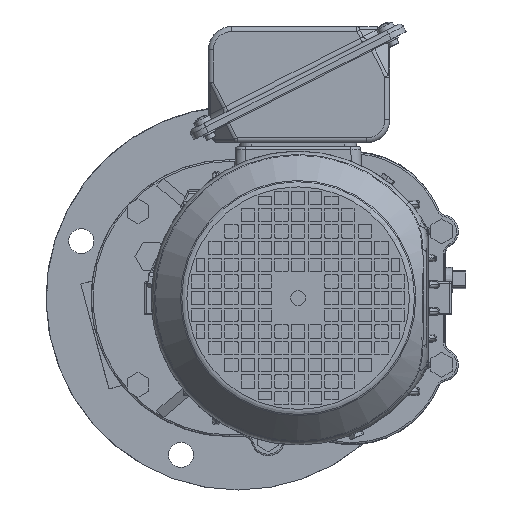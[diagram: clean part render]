
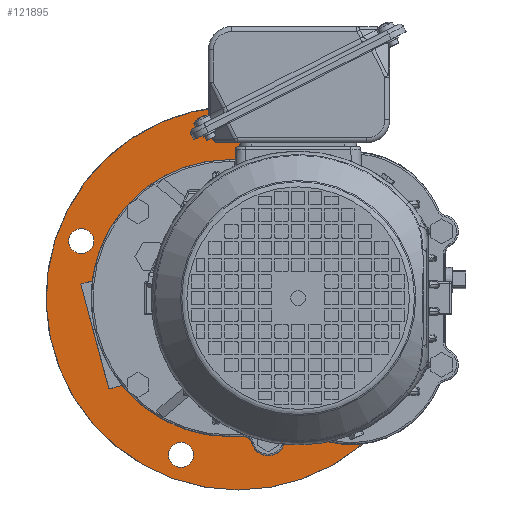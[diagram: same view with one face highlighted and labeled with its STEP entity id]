
A CAD part, left-side view. The second image highlights one B-rep face of the part: STEP entity #121895.
In plain terms, the highlighted planar face has unit normal (-1, 0, 0).
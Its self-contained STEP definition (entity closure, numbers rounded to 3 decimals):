
#1378 = DIRECTION ( 'NONE',  ( 0., 0.495, -0.869 ) ) ;
#2249 = ORIENTED_EDGE ( 'NONE', *, *, #3133, .T. ) ;
#3133 = EDGE_CURVE ( 'NONE', #149836, #48421, #20668, .T. ) ;
#3148 = ORIENTED_EDGE ( 'NONE', *, *, #13729, .T. ) ;
#3667 = DIRECTION ( 'NONE',  ( 0., 0.883, -0.469 ) ) ;
#3743 = EDGE_CURVE ( 'NONE', #26173, #108900, #103833, .T. ) ;
#3919 = EDGE_LOOP ( 'NONE', ( #109999, #19798, #21887, #66135, #3148, #8678, #80254, #97086, #2249 ) ) ;
#5814 = CARTESIAN_POINT ( 'NONE',  ( -17., -39.184, -82. ) ) ;
#5926 = LINE ( 'NONE', #148083, #106152 ) ;
#6481 = AXIS2_PLACEMENT_3D ( 'NONE', #50720, #122456, #144967 ) ;
#8665 = LINE ( 'NONE', #20295, #23152 ) ;
#8678 = ORIENTED_EDGE ( 'NONE', *, *, #128828, .T. ) ;
#11300 = CARTESIAN_POINT ( 'NONE',  ( -17., -80.909, -23.999 ) ) ;
#12000 = DIRECTION ( 'NONE',  ( 1., 0., 0. ) ) ;
#12022 = EDGE_CURVE ( 'NONE', #58234, #149836, #45944, .T. ) ;
#12605 = CARTESIAN_POINT ( 'NONE',  ( -17., -93.969, -41.702 ) ) ;
#12963 = DIRECTION ( 'NONE',  ( 1., 0., 0. ) ) ;
#13729 = EDGE_CURVE ( 'NONE', #18617, #67855, #5926, .T. ) ;
#13747 = FACE_BOUND ( 'NONE', #108103, .T. ) ;
#13849 = AXIS2_PLACEMENT_3D ( 'NONE', #120672, #14174, #61206 ) ;
#14174 = DIRECTION ( 'NONE',  ( -1., 0., 0. ) ) ;
#14515 = FACE_BOUND ( 'NONE', #54250, .T. ) ;
#15368 = ORIENTED_EDGE ( 'NONE', *, *, #66969, .F. ) ;
#15694 = CIRCLE ( 'NONE', #101863, 115. ) ;
#16608 = CARTESIAN_POINT ( 'NONE',  ( -17., -113.168, -6. ) ) ;
#18617 = VERTEX_POINT ( 'NONE', #16608 ) ;
#19798 = ORIENTED_EDGE ( 'NONE', *, *, #3743, .T. ) ;
#20295 = CARTESIAN_POINT ( 'NONE',  ( -17., 0., -6. ) ) ;
#20668 = LINE ( 'NONE', #54591, #76191 ) ;
#21887 = ORIENTED_EDGE ( 'NONE', *, *, #57253, .F. ) ;
#23152 = VECTOR ( 'NONE', #30386, 1000. ) ;
#24543 = CIRCLE ( 'NONE', #110644, 7.5 ) ;
#26173 = VERTEX_POINT ( 'NONE', #143355 ) ;
#29355 = DIRECTION ( 'NONE',  ( 0., 0., -1. ) ) ;
#30386 = DIRECTION ( 'NONE',  ( 0., -1., 0. ) ) ;
#30738 = EDGE_CURVE ( 'NONE', #116488, #116488, #24543, .T. ) ;
#32234 = CARTESIAN_POINT ( 'NONE',  ( -17., 34.202, -93.969 ) ) ;
#32373 = EDGE_CURVE ( 'NONE', #135772, #58234, #131114, .T. ) ;
#36626 = CARTESIAN_POINT ( 'NONE',  ( -17., -41.702, 93.969 ) ) ;
#36777 = DIRECTION ( 'NONE',  ( 0., 0., 1. ) ) ;
#39943 = AXIS2_PLACEMENT_3D ( 'NONE', #124227, #87804, #29355 ) ;
#41192 = CARTESIAN_POINT ( 'NONE',  ( -17., 0., 0. ) ) ;
#41793 = VECTOR ( 'NONE', #70540, 1000. ) ;
#45944 = CIRCLE ( 'NONE', #122352, 15. ) ;
#48309 = EDGE_CURVE ( 'NONE', #48421, #26173, #114608, .T. ) ;
#48421 = VERTEX_POINT ( 'NONE', #94996 ) ;
#49587 = EDGE_LOOP ( 'NONE', ( #88036 ) ) ;
#50431 = VERTEX_POINT ( 'NONE', #12605 ) ;
#50720 = CARTESIAN_POINT ( 'NONE',  ( -17., -85.254, -26.471 ) ) ;
#52296 = FACE_BOUND ( 'NONE', #49587, .T. ) ;
#53042 = DIRECTION ( 'NONE',  ( -1., 0., 0. ) ) ;
#53762 = DIRECTION ( 'NONE',  ( 0., 1., 0. ) ) ;
#54250 = EDGE_LOOP ( 'NONE', ( #144721 ) ) ;
#54273 = AXIS2_PLACEMENT_3D ( 'NONE', #103099, #53042, #88438 ) ;
#54591 = CARTESIAN_POINT ( 'NONE',  ( -17., 5., -82. ) ) ;
#55362 = DIRECTION ( 'NONE',  ( 0., 1., 0. ) ) ;
#55374 = DIRECTION ( 'NONE',  ( 0., -1., 0. ) ) ;
#55742 = DIRECTION ( 'NONE',  ( 0., 0., -1. ) ) ;
#57184 = EDGE_CURVE ( 'NONE', #18617, #143785, #8665, .T. ) ;
#57253 = EDGE_CURVE ( 'NONE', #143785, #108900, #15694, .T. ) ;
#58234 = VERTEX_POINT ( 'NONE', #95485 ) ;
#59435 = EDGE_CURVE ( 'NONE', #130749, #130749, #94120, .T. ) ;
#59533 = EDGE_LOOP ( 'NONE', ( #91004 ) ) ;
#61206 = DIRECTION ( 'NONE',  ( 0., 0., 1. ) ) ;
#63777 = FACE_BOUND ( 'NONE', #59533, .T. ) ;
#66135 = ORIENTED_EDGE ( 'NONE', *, *, #57184, .F. ) ;
#66969 = EDGE_CURVE ( 'NONE', #50431, #50431, #128748, .T. ) ;
#67855 = VERTEX_POINT ( 'NONE', #69562 ) ;
#67976 = CIRCLE ( 'NONE', #6481, 5. ) ;
#69562 = CARTESIAN_POINT ( 'NONE',  ( -17., -82.911, -22.055 ) ) ;
#70520 = CARTESIAN_POINT ( 'NONE',  ( -17., 5., 0. ) ) ;
#70540 = DIRECTION ( 'NONE',  ( 0., -1., 0. ) ) ;
#76191 = VECTOR ( 'NONE', #55362, 1000. ) ;
#76468 = DIRECTION ( 'NONE',  ( 1., 0., 0. ) ) ;
#79088 = DIRECTION ( 'NONE',  ( -1., 0., 0. ) ) ;
#80254 = ORIENTED_EDGE ( 'NONE', *, *, #32373, .T. ) ;
#86691 = VECTOR ( 'NONE', #1378, 1000. ) ;
#87804 = DIRECTION ( 'NONE',  ( -1., 0., 0. ) ) ;
#88036 = ORIENTED_EDGE ( 'NONE', *, *, #119885, .F. ) ;
#88438 = DIRECTION ( 'NONE',  ( 0., 0., 1. ) ) ;
#89261 = AXIS2_PLACEMENT_3D ( 'NONE', #113964, #89995, #55374 ) ;
#89995 = DIRECTION ( 'NONE',  ( -1., 0., 0. ) ) ;
#91004 = ORIENTED_EDGE ( 'NONE', *, *, #30738, .F. ) ;
#93737 = CARTESIAN_POINT ( 'NONE',  ( -17., -46.3, 82. ) ) ;
#94120 = CIRCLE ( 'NONE', #89261, 7.5 ) ;
#94683 = DIRECTION ( 'NONE',  ( 0., 0., 1. ) ) ;
#94996 = CARTESIAN_POINT ( 'NONE',  ( -17., 5., -82. ) ) ;
#95485 = CARTESIAN_POINT ( 'NONE',  ( -17., -52.222, -74.418 ) ) ;
#97086 = ORIENTED_EDGE ( 'NONE', *, *, #12022, .T. ) ;
#99259 = PLANE ( 'NONE',  #54273 ) ;
#101863 = AXIS2_PLACEMENT_3D ( 'NONE', #41192, #76468, #55742 ) ;
#103099 = CARTESIAN_POINT ( 'NONE',  ( -17., 0., 0. ) ) ;
#103833 = LINE ( 'NONE', #93737, #41793 ) ;
#106152 = VECTOR ( 'NONE', #3667, 1000. ) ;
#108103 = EDGE_LOOP ( 'NONE', ( #15368 ) ) ;
#108900 = VERTEX_POINT ( 'NONE', #120751 ) ;
#109999 = ORIENTED_EDGE ( 'NONE', *, *, #48309, .T. ) ;
#110644 = AXIS2_PLACEMENT_3D ( 'NONE', #32234, #79088, #53762 ) ;
#113964 = CARTESIAN_POINT ( 'NONE',  ( -17., -34.202, 93.969 ) ) ;
#114608 = CIRCLE ( 'NONE', #139439, 82. ) ;
#116488 = VERTEX_POINT ( 'NONE', #139795 ) ;
#118649 = CARTESIAN_POINT ( 'NONE',  ( -17., -39.184, -67. ) ) ;
#119297 = VERTEX_POINT ( 'NONE', #141090 ) ;
#119885 = EDGE_CURVE ( 'NONE', #119297, #119297, #132611, .T. ) ;
#120672 = CARTESIAN_POINT ( 'NONE',  ( -17., 93.969, 34.202 ) ) ;
#120751 = CARTESIAN_POINT ( 'NONE',  ( -17., -80.629, 82. ) ) ;
#121895 = ADVANCED_FACE ( 'NONE', ( #14515, #13747, #63777, #52296, #144285 ), #99259, .T. ) ;
#122352 = AXIS2_PLACEMENT_3D ( 'NONE', #118649, #12963, #94683 ) ;
#122456 = DIRECTION ( 'NONE',  ( -1., 0., 0. ) ) ;
#124227 = CARTESIAN_POINT ( 'NONE',  ( -17., -93.969, -34.202 ) ) ;
#128748 = CIRCLE ( 'NONE', #39943, 7.5 ) ;
#128828 = EDGE_CURVE ( 'NONE', #67855, #135772, #67976, .T. ) ;
#129863 = CARTESIAN_POINT ( 'NONE',  ( -17., -114.843, -6. ) ) ;
#130749 = VERTEX_POINT ( 'NONE', #36626 ) ;
#131114 = LINE ( 'NONE', #143499, #86691 ) ;
#132611 = CIRCLE ( 'NONE', #13849, 7.5 ) ;
#135772 = VERTEX_POINT ( 'NONE', #11300 ) ;
#139439 = AXIS2_PLACEMENT_3D ( 'NONE', #70520, #12000, #36777 ) ;
#139795 = CARTESIAN_POINT ( 'NONE',  ( -17., 41.702, -93.969 ) ) ;
#141090 = CARTESIAN_POINT ( 'NONE',  ( -17., 93.969, 41.702 ) ) ;
#143355 = CARTESIAN_POINT ( 'NONE',  ( -17., 5., 82. ) ) ;
#143499 = CARTESIAN_POINT ( 'NONE',  ( -17., -52.222, -74.418 ) ) ;
#143785 = VERTEX_POINT ( 'NONE', #129863 ) ;
#144285 = FACE_OUTER_BOUND ( 'NONE', #3919, .T. ) ;
#144721 = ORIENTED_EDGE ( 'NONE', *, *, #59435, .F. ) ;
#144967 = DIRECTION ( 'NONE',  ( 0., 0., 1. ) ) ;
#148083 = CARTESIAN_POINT ( 'NONE',  ( -17., -82.911, -22.055 ) ) ;
#149836 = VERTEX_POINT ( 'NONE', #5814 ) ;
